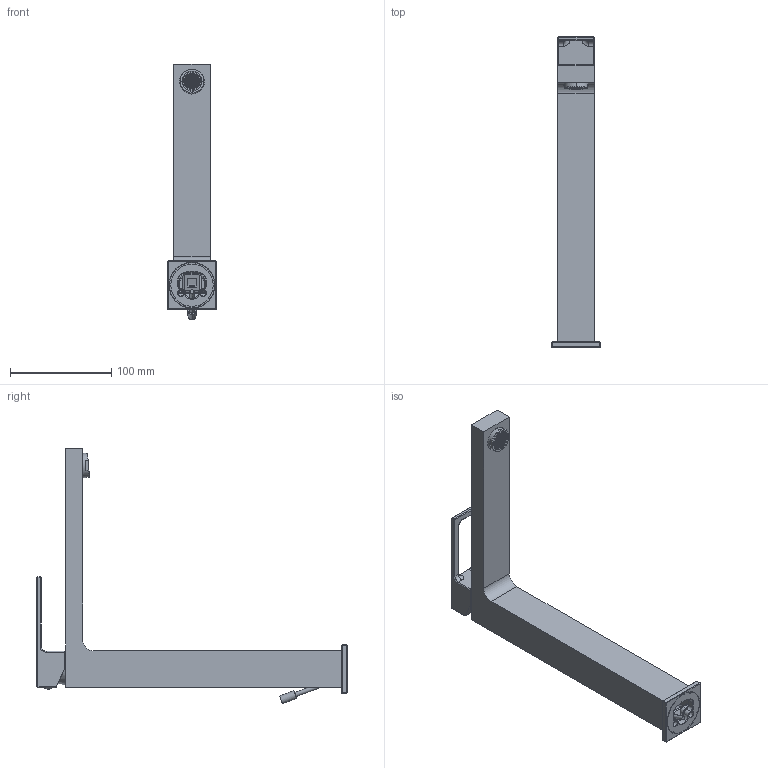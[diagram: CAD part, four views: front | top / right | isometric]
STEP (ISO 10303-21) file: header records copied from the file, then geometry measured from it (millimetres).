
FILE_DESCRIPTION((''),'2;1');
FILE_NAME('EF085CR','2021-01-14T10:22:14',('ut3'),('PAFFONI SpA'),'CREO PARAMETRIC BY PTC INC, 2020044','CREO PARAMETRIC BY PTC INC, 2020044','');
FILE_SCHEMA(('CONFIG_CONTROL_DESIGN','SHAPE_APPEARANCE_LAYERS_GROUPS'));
Products named in the file (1): EF085CR
Bounding box: 48 x 306.78 x 252.56 mm (x, y, z)
Volume: 207030 mm3; surface area: 135805.3 mm2
Topology: 5 solids, 5 shells, 1900 faces, 5413 edges, 3520 vertices
Faces by surface type: plane 1544, cylinder 205, torus 52, cone 41, sphere 38, bspline 20
Entity records: 68412 total; most frequent: CARTESIAN_POINT 12949, ORIENTED_EDGE 10822, DIRECTION 10518, EDGE_CURVE 5411, VECTOR 3840, LINE 3840, VERTEX_POINT 3520, AXIS2_PLACEMENT_3D 3339
